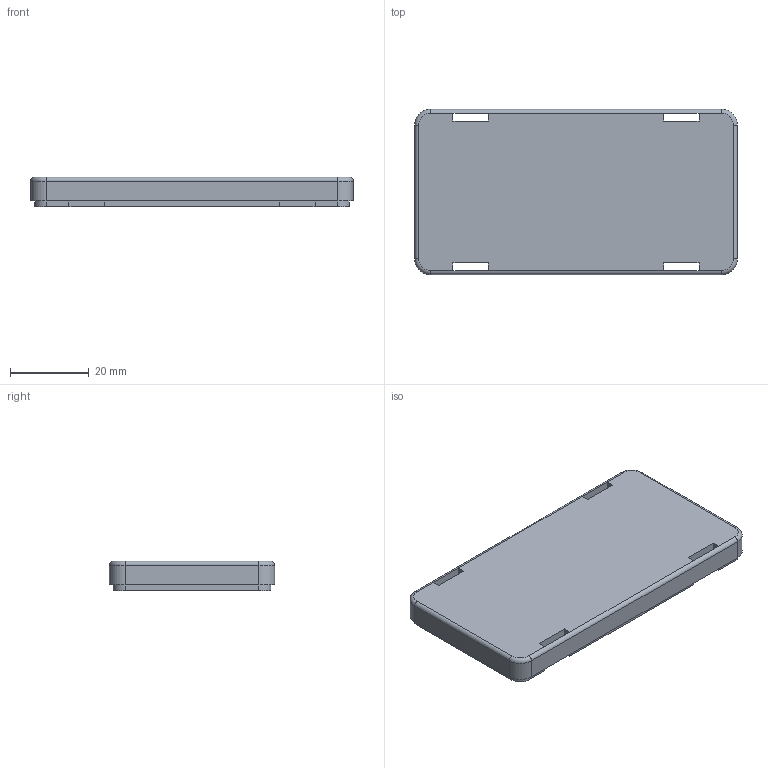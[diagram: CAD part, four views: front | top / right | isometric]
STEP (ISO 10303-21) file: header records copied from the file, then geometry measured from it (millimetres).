
FILE_DESCRIPTION(('FreeCAD Model'),'2;1');
FILE_NAME('Open CASCADE Shape Model','2024-06-30T18:23:00',('Author'),( ''),'Open CASCADE STEP processor 7.6','FreeCAD','Unknown');
FILE_SCHEMA(('AUTOMOTIVE_DESIGN { 1 0 10303 214 1 1 1 1 }'));
Length unit declared in the file: millimetre
Products named in the file (1): top
Bounding box: 82 x 42 x 7.5 mm (x, y, z)
Volume: 9033.1 mm3; surface area: 10269.5 mm2
Topology: 1 solids, 1 shells, 103 faces, 276 edges, 168 vertices
Faces by surface type: plane 67, cylinder 28, torus 8
Entity records: 3184 total; most frequent: ORIENTED_EDGE 552, CARTESIAN_POINT 548, DIRECTION 544, EDGE_CURVE 276, LINE 216, VECTOR 216, VERTEX_POINT 168, AXIS2_PLACEMENT_3D 164
